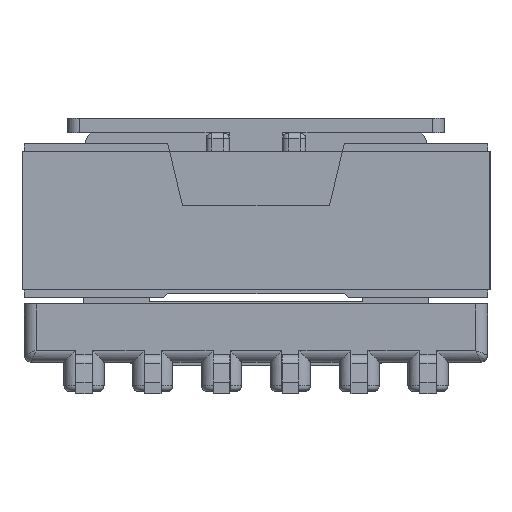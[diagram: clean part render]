
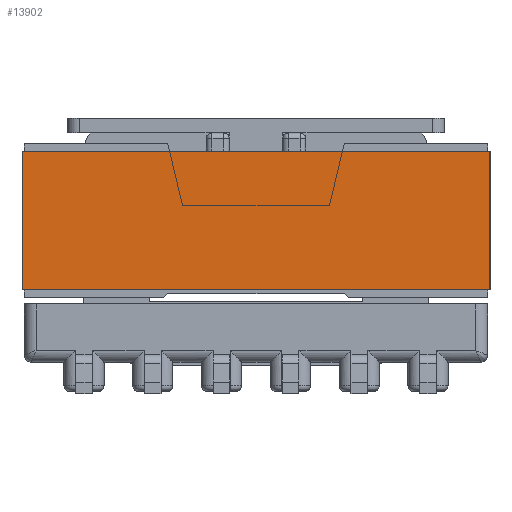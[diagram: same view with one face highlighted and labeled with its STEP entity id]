
A CAD part, left-side view. The second image highlights one B-rep face of the part: STEP entity #13902.
In plain terms, the highlighted planar face has unit normal (-1, 0, 0).
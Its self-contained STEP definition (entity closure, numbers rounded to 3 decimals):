
#367=PLANE('',#14874);
#1408=LINE('',#21275,#2365);
#1412=LINE('',#21284,#2369);
#1416=LINE('',#21293,#2373);
#1419=LINE('',#21298,#2376);
#2365=VECTOR('',#17742,1000.);
#2369=VECTOR('',#17748,1000.);
#2373=VECTOR('',#17754,1000.);
#2376=VECTOR('',#17761,1000.);
#5493=ORIENTED_EDGE('',*,*,#6958,.F.);
#5494=ORIENTED_EDGE('',*,*,#6969,.F.);
#5495=ORIENTED_EDGE('',*,*,#6962,.T.);
#5496=ORIENTED_EDGE('',*,*,#6966,.T.);
#6958=EDGE_CURVE('',#7880,#7881,#1408,.T.);
#6962=EDGE_CURVE('',#7884,#7885,#1412,.T.);
#6966=EDGE_CURVE('',#7885,#7881,#1416,.T.);
#6969=EDGE_CURVE('',#7884,#7880,#1419,.T.);
#7880=VERTEX_POINT('',#21276);
#7881=VERTEX_POINT('',#21277);
#7884=VERTEX_POINT('',#21285);
#7885=VERTEX_POINT('',#21286);
#8869=EDGE_LOOP('',(#5493,#5494,#5495,#5496));
#9442=FACE_BOUND('',#8869,.T.);
#13902=ADVANCED_FACE('',(#9442),#367,.T.);
#14874=AXIS2_PLACEMENT_3D('',#21299,#17762,#17763);
#17742=DIRECTION('',(0.,0.,1.));
#17748=DIRECTION('',(0.,0.,1.));
#17754=DIRECTION('',(0.,1.,0.));
#17761=DIRECTION('',(0.,1.,0.));
#17762=DIRECTION('',(-1.,0.,0.));
#17763=DIRECTION('',(0.,0.,1.));
#21275=CARTESIAN_POINT('',(-29.105,10.46,-20.85));
#21276=CARTESIAN_POINT('',(-29.105,10.46,-20.85));
#21277=CARTESIAN_POINT('',(-29.105,10.46,-0.65));
#21284=CARTESIAN_POINT('',(-29.105,4.49,-20.85));
#21285=CARTESIAN_POINT('',(-29.105,4.49,-20.85));
#21286=CARTESIAN_POINT('',(-29.105,4.49,-0.65));
#21293=CARTESIAN_POINT('',(-29.105,4.49,-0.65));
#21298=CARTESIAN_POINT('',(-29.105,4.49,-20.85));
#21299=CARTESIAN_POINT('',(-29.105,4.49,-20.85));
